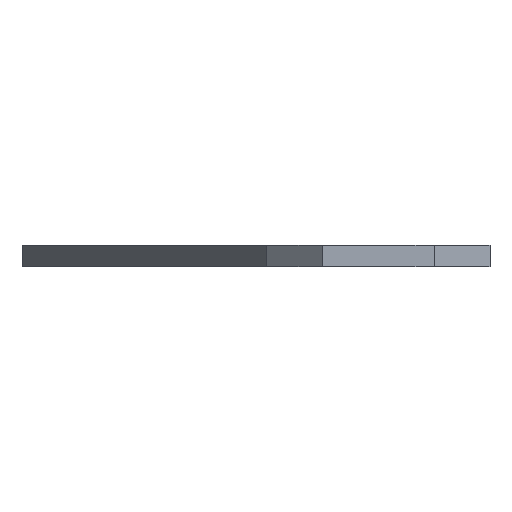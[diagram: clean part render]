
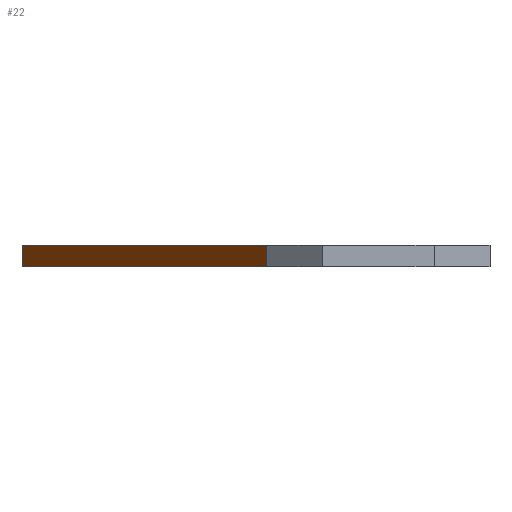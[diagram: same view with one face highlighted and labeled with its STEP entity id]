
A CAD part, left-side view. The second image highlights one B-rep face of the part: STEP entity #22.
In plain terms, the highlighted planar face has unit normal (-0.316, 0.949, 0).
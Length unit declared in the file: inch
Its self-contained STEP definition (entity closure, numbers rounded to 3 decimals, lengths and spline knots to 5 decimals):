
#8 = DIRECTION ( 'NONE',  ( -0.949, -0.316, 0. ) ) ;
#15 = VERTEX_POINT ( 'NONE', #923 ) ;
#22 = ADVANCED_FACE ( 'NONE', ( #491 ), #930, .T. ) ;
#67 = VERTEX_POINT ( 'NONE', #518 ) ;
#68 = CARTESIAN_POINT ( 'NONE',  ( -1.99, 0.5, 0.04921 ) ) ;
#70 = VECTOR ( 'NONE', #293, 39.37008 ) ;
#77 = DIRECTION ( 'NONE',  ( 0., 0., -1. ) ) ;
#167 = CARTESIAN_POINT ( 'NONE',  ( 1.292, 1.594, 0.04921 ) ) ;
#197 = LINE ( 'NONE', #876, #70 ) ;
#216 = EDGE_CURVE ( 'NONE', #15, #376, #197, .T. ) ;
#225 = DIRECTION ( 'NONE',  ( -0.316, 0.949, 0. ) ) ;
#293 = DIRECTION ( 'NONE',  ( 0.949, 0.316, 0. ) ) ;
#313 = ORIENTED_EDGE ( 'NONE', *, *, #216, .F. ) ;
#325 = DIRECTION ( 'NONE',  ( 0., 0., 1. ) ) ;
#330 = CARTESIAN_POINT ( 'NONE',  ( -1.99, 0.5, 0.04921 ) ) ;
#371 = ORIENTED_EDGE ( 'NONE', *, *, #617, .T. ) ;
#376 = VERTEX_POINT ( 'NONE', #748 ) ;
#407 = CARTESIAN_POINT ( 'NONE',  ( -1.99, 0.5, -3.50874 ) ) ;
#468 = VERTEX_POINT ( 'NONE', #670 ) ;
#488 = ORIENTED_EDGE ( 'NONE', *, *, #949, .T. ) ;
#491 = FACE_OUTER_BOUND ( 'NONE', #836, .T. ) ;
#502 = DIRECTION ( 'NONE',  ( -0.949, -0.316, 0. ) ) ;
#515 = VECTOR ( 'NONE', #8, 39.37008 ) ;
#518 = CARTESIAN_POINT ( 'NONE',  ( -1.99, 0.5, 0.04921 ) ) ;
#592 = AXIS2_PLACEMENT_3D ( 'NONE', #407, #225, #502 ) ;
#617 = EDGE_CURVE ( 'NONE', #468, #376, #1046, .T. ) ;
#626 = VECTOR ( 'NONE', #77, 39.37008 ) ;
#670 = CARTESIAN_POINT ( 'NONE',  ( 1.292, 1.594, 0.04921 ) ) ;
#748 = CARTESIAN_POINT ( 'NONE',  ( 1.292, 1.594, -0.04921 ) ) ;
#836 = EDGE_LOOP ( 'NONE', ( #313, #488, #885, #371 ) ) ;
#876 = CARTESIAN_POINT ( 'NONE',  ( -1.99, 0.5, -0.04921 ) ) ;
#879 = EDGE_CURVE ( 'NONE', #468, #67, #915, .T. ) ;
#885 = ORIENTED_EDGE ( 'NONE', *, *, #879, .F. ) ;
#915 = LINE ( 'NONE', #330, #515 ) ;
#923 = CARTESIAN_POINT ( 'NONE',  ( -1.99, 0.5, -0.04921 ) ) ;
#930 = PLANE ( 'NONE',  #592 ) ;
#949 = EDGE_CURVE ( 'NONE', #15, #67, #1003, .T. ) ;
#1003 = LINE ( 'NONE', #68, #1016 ) ;
#1016 = VECTOR ( 'NONE', #325, 39.37008 ) ;
#1046 = LINE ( 'NONE', #167, #626 ) ;
